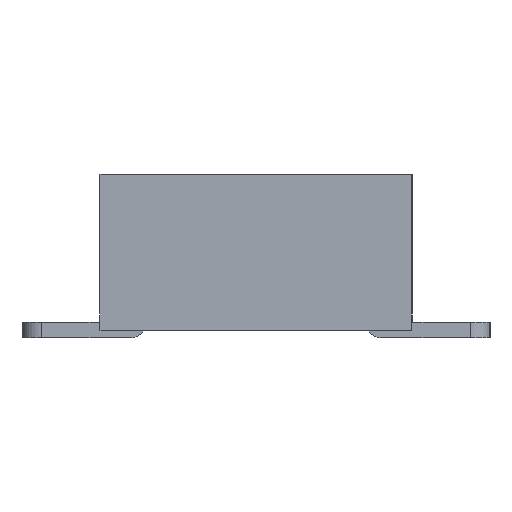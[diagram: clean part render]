
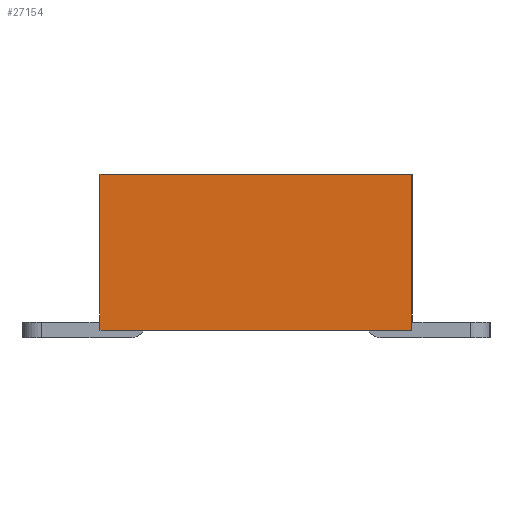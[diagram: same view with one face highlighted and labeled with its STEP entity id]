
A CAD part, front view. The second image highlights one B-rep face of the part: STEP entity #27154.
In plain terms, the highlighted face is planar.
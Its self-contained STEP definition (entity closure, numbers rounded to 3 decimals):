
#828=PLANE('',#29756);
#9986=ORIENTED_EDGE('',*,*,#14204,.T.);
#9987=ORIENTED_EDGE('',*,*,#14224,.F.);
#9988=ORIENTED_EDGE('',*,*,#14212,.F.);
#9989=ORIENTED_EDGE('',*,*,#14225,.T.);
#14204=EDGE_CURVE('',#16747,#16746,#19404,.T.);
#14212=EDGE_CURVE('',#16752,#16753,#19412,.T.);
#14224=EDGE_CURVE('',#16753,#16746,#19424,.T.);
#14225=EDGE_CURVE('',#16752,#16747,#19425,.T.);
#16746=VERTEX_POINT('',#46739);
#16747=VERTEX_POINT('',#46741);
#16752=VERTEX_POINT('',#46754);
#16753=VERTEX_POINT('',#46756);
#19404=LINE('',#46740,#22076);
#19412=LINE('',#46755,#22084);
#19424=LINE('',#46770,#22096);
#19425=LINE('',#46772,#22097);
#22076=VECTOR('',#37193,1000.);
#22084=VECTOR('',#37203,1000.);
#22096=VECTOR('',#37219,1000.);
#22097=VECTOR('',#37222,1000.);
#23562=EDGE_LOOP('',(#9986,#9987,#9988,#9989));
#25068=FACE_BOUND('',#23562,.T.);
#27154=ADVANCED_FACE('',(#25068),#828,.F.);
#29756=AXIS2_PLACEMENT_3D('',#46771,#37220,#37221);
#37193=DIRECTION('',(0.,0.,-1.));
#37203=DIRECTION('',(0.,0.,-1.));
#37219=DIRECTION('',(0.,1.,0.));
#37220=DIRECTION('',(1.,0.,0.));
#37221=DIRECTION('',(0.,0.,-1.));
#37222=DIRECTION('',(0.,1.,0.));
#46739=CARTESIAN_POINT('',(-10.,2.,-1.));
#46740=CARTESIAN_POINT('',(-10.,2.,1.));
#46741=CARTESIAN_POINT('',(-10.,2.,1.));
#46754=CARTESIAN_POINT('',(-10.,-2.,1.));
#46755=CARTESIAN_POINT('',(-10.,-2.,1.));
#46756=CARTESIAN_POINT('',(-10.,-2.,-1.));
#46770=CARTESIAN_POINT('',(-10.,-2.,-1.));
#46771=CARTESIAN_POINT('',(-10.,-2.,1.));
#46772=CARTESIAN_POINT('',(-10.,-2.,1.));
